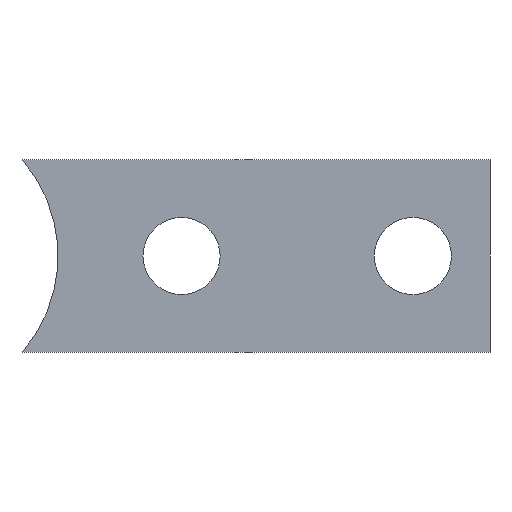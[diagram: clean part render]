
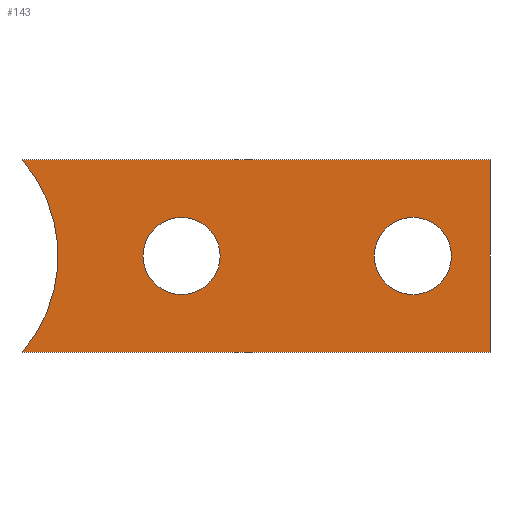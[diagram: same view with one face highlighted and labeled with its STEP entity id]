
A CAD part, front view. The second image highlights one B-rep face of the part: STEP entity #143.
In plain terms, the highlighted planar face has unit normal (0, -1, 0).
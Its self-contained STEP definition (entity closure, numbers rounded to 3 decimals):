
#18=FACE_BOUND('',#31,.T.);
#19=FACE_BOUND('',#32,.T.);
#22=FACE_OUTER_BOUND('',#30,.T.);
#30=EDGE_LOOP('',(#102,#103,#104,#105));
#31=EDGE_LOOP('',(#106));
#32=EDGE_LOOP('',(#107));
#42=LINE('',#227,#54);
#43=LINE('',#229,#55);
#44=LINE('',#230,#56);
#54=VECTOR('',#185,10.);
#55=VECTOR('',#186,10.);
#56=VECTOR('',#187,10.);
#66=CIRCLE('',#166,19.);
#67=CIRCLE('',#167,5.);
#68=CIRCLE('',#168,5.);
#72=VERTEX_POINT('',#223);
#73=VERTEX_POINT('',#224);
#74=VERTEX_POINT('',#226);
#75=VERTEX_POINT('',#228);
#76=VERTEX_POINT('',#231);
#77=VERTEX_POINT('',#233);
#84=EDGE_CURVE('',#72,#73,#66,.T.);
#85=EDGE_CURVE('',#72,#74,#42,.T.);
#86=EDGE_CURVE('',#74,#75,#43,.T.);
#87=EDGE_CURVE('',#75,#73,#44,.T.);
#88=EDGE_CURVE('',#76,#76,#67,.T.);
#89=EDGE_CURVE('',#77,#77,#68,.T.);
#102=ORIENTED_EDGE('',*,*,#84,.F.);
#103=ORIENTED_EDGE('',*,*,#85,.T.);
#104=ORIENTED_EDGE('',*,*,#86,.T.);
#105=ORIENTED_EDGE('',*,*,#87,.T.);
#106=ORIENTED_EDGE('',*,*,#88,.T.);
#107=ORIENTED_EDGE('',*,*,#89,.T.);
#138=PLANE('',#165);
#143=ADVANCED_FACE('',(#22,#18,#19),#138,.T.);
#165=AXIS2_PLACEMENT_3D('',#222,#181,#182);
#166=AXIS2_PLACEMENT_3D('',#225,#183,#184);
#167=AXIS2_PLACEMENT_3D('',#232,#188,#189);
#168=AXIS2_PLACEMENT_3D('',#234,#190,#191);
#181=DIRECTION('center_axis',(0.,-1.,0.));
#182=DIRECTION('ref_axis',(0.,0.,-1.));
#183=DIRECTION('center_axis',(0.,-1.,0.));
#184=DIRECTION('ref_axis',(1.,0.,0.));
#185=DIRECTION('',(1.,0.,0.));
#186=DIRECTION('',(0.,0.,1.));
#187=DIRECTION('',(-1.,0.,0.));
#188=DIRECTION('center_axis',(0.,1.,0.));
#189=DIRECTION('ref_axis',(1.,0.,0.));
#190=DIRECTION('center_axis',(0.,1.,0.));
#191=DIRECTION('ref_axis',(1.,0.,0.));
#222=CARTESIAN_POINT('Origin',(-195.345,82.5,0.));
#223=CARTESIAN_POINT('',(-225.691,82.5,-12.5));
#224=CARTESIAN_POINT('',(-225.691,82.5,12.5));
#225=CARTESIAN_POINT('Origin',(-240.,82.5,0.));
#226=CARTESIAN_POINT('',(-165.,82.5,-12.5));
#227=CARTESIAN_POINT('',(-180.173,82.5,-12.5));
#228=CARTESIAN_POINT('',(-165.,82.5,12.5));
#229=CARTESIAN_POINT('',(-165.,82.5,6.25));
#230=CARTESIAN_POINT('',(-210.518,82.5,12.5));
#231=CARTESIAN_POINT('',(-210.,82.5,0.));
#232=CARTESIAN_POINT('Origin',(-205.,82.5,0.));
#233=CARTESIAN_POINT('',(-180.,82.5,0.));
#234=CARTESIAN_POINT('Origin',(-175.,82.5,0.));
